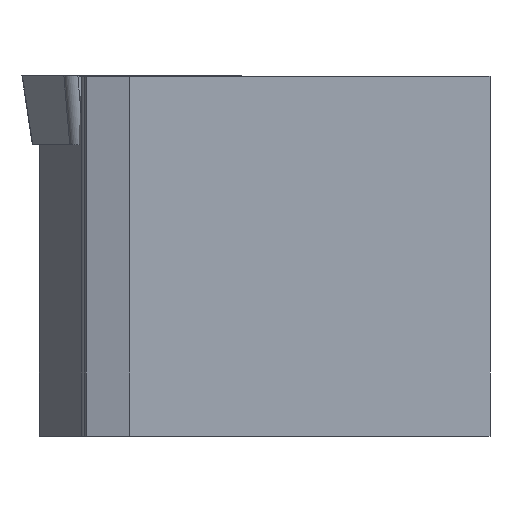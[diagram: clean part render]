
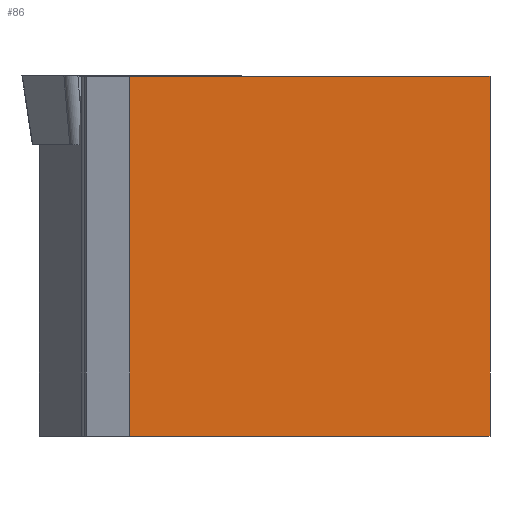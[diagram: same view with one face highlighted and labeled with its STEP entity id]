
A CAD part, front view. The second image highlights one B-rep face of the part: STEP entity #86.
In plain terms, the highlighted planar face has unit normal (0, -1, 0).
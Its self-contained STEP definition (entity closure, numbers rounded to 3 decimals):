
#86=ADVANCED_FACE('',(#128),#111,.F.);
#111=PLANE('',#481);
#128=FACE_OUTER_BOUND('',#148,.T.);
#148=EDGE_LOOP('',(#184,#185,#186,#187));
#184=ORIENTED_EDGE('',*,*,#339,.T.);
#185=ORIENTED_EDGE('',*,*,#338,.F.);
#186=ORIENTED_EDGE('',*,*,#340,.F.);
#187=ORIENTED_EDGE('',*,*,#341,.T.);
#296=VERTEX_POINT('',#653);
#297=VERTEX_POINT('',#655);
#298=VERTEX_POINT('',#659);
#299=VERTEX_POINT('',#661);
#338=EDGE_CURVE('',#297,#296,#396,.T.);
#339=EDGE_CURVE('',#298,#296,#397,.T.);
#340=EDGE_CURVE('',#299,#297,#398,.T.);
#341=EDGE_CURVE('',#299,#298,#399,.T.);
#396=LINE('',#656,#440);
#397=LINE('',#658,#441);
#398=LINE('',#660,#442);
#399=LINE('',#662,#443);
#440=VECTOR('',#528,1.);
#441=VECTOR('',#531,1.);
#442=VECTOR('',#532,1.);
#443=VECTOR('',#533,1.);
#481=AXIS2_PLACEMENT_3D('',#663,#534,#535);
#528=DIRECTION('',(0.,0.,-1.));
#531=DIRECTION('',(1.,0.,0.));
#532=DIRECTION('',(1.,0.,0.));
#533=DIRECTION('',(0.,0.,-1.));
#534=DIRECTION('',(0.,1.,0.));
#535=DIRECTION('',(0.,0.,1.));
#653=CARTESIAN_POINT('',(32.646,-151.317,-24.99));
#655=CARTESIAN_POINT('',(32.646,-151.317,-0.04));
#656=CARTESIAN_POINT('',(32.646,-151.317,0.01));
#658=CARTESIAN_POINT('',(7.646,-151.317,-24.99));
#659=CARTESIAN_POINT('',(7.646,-151.317,-24.99));
#660=CARTESIAN_POINT('',(7.646,-151.317,-0.04));
#661=CARTESIAN_POINT('',(7.646,-151.317,-0.04));
#662=CARTESIAN_POINT('',(7.646,-151.317,0.01));
#663=CARTESIAN_POINT('',(7.646,-151.317,0.01));
